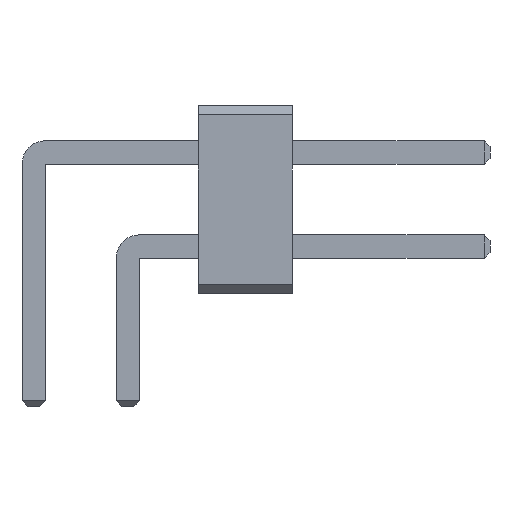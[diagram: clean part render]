
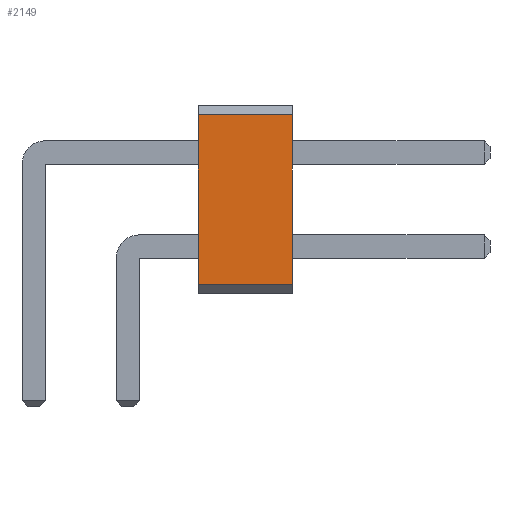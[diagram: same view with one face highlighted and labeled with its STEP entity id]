
A CAD part, front view. The second image highlights one B-rep face of the part: STEP entity #2149.
In plain terms, the highlighted planar face has unit normal (0, -1, 0).
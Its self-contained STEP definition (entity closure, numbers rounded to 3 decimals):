
#13=DIRECTION('',(0.,0.,1.));
#27=VECTOR('',#28,1.);
#28=DIRECTION('',(1.,0.,0.));
#57=DIRECTION('',(0.,-1.,0.));
#2136=VERTEX_POINT('',#2137);
#2137=CARTESIAN_POINT('',(5.5,-73.,0.2));
#2140=EDGE_CURVE('',#2141,#2136,#2143,.T.);
#2141=VERTEX_POINT('',#2142);
#2142=CARTESIAN_POINT('',(3.5,-73.,0.2));
#2143=LINE('',#2142,#27);
#2149=ADVANCED_FACE('',(#2150),#2167,.T.);
#2150=FACE_BOUND('',#2151,.T.);
#2151=EDGE_LOOP('',(#2152,#2153,#2159,#2164));
#2152=ORIENTED_EDGE('',*,*,#2140,.T.);
#2153=ORIENTED_EDGE('',*,*,#2154,.T.);
#2154=EDGE_CURVE('',#2136,#2155,#2157,.T.);
#2155=VERTEX_POINT('',#2156);
#2156=CARTESIAN_POINT('',(5.5,-73.,3.8));
#2157=LINE('',#2137,#2158);
#2158=VECTOR('',#13,1.);
#2159=ORIENTED_EDGE('',*,*,#2160,.F.);
#2160=EDGE_CURVE('',#2161,#2155,#2163,.T.);
#2161=VERTEX_POINT('',#2162);
#2162=CARTESIAN_POINT('',(3.5,-73.,3.8));
#2163=LINE('',#2162,#27);
#2164=ORIENTED_EDGE('',*,*,#2165,.F.);
#2165=EDGE_CURVE('',#2141,#2161,#2166,.T.);
#2166=LINE('',#2142,#2158);
#2167=PLANE('',#2168);
#2168=AXIS2_PLACEMENT_3D('',#2142,#57,#13);
